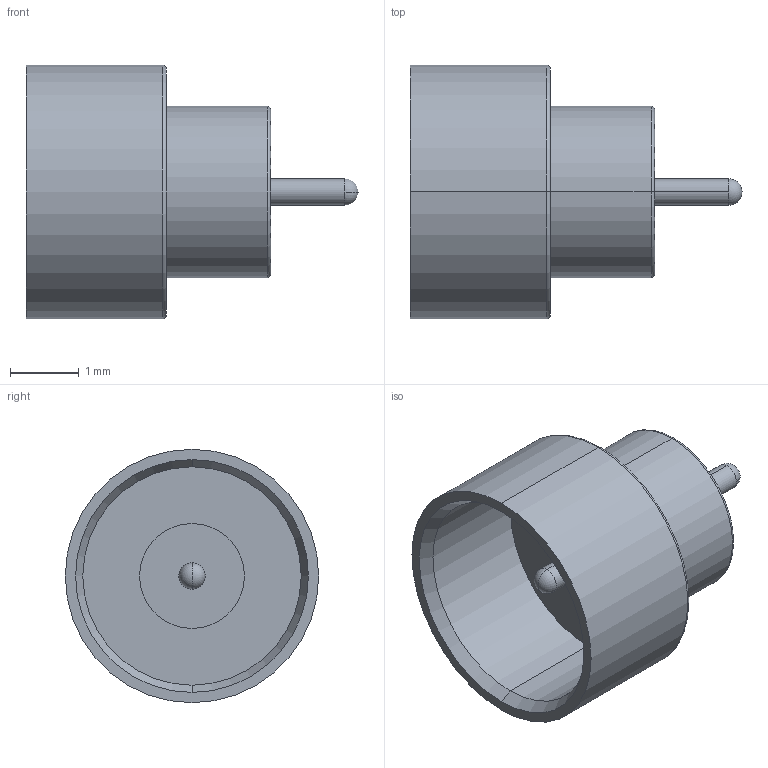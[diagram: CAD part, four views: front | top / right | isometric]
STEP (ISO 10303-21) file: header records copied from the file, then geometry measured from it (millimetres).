
FILE_DESCRIPTION (( 'STEP AP214' ), '1' );
FILE_NAME ('PE44928_3D.STEP', '2021-10-25T20:36:27', ( '' ), ( '' ), 'SwSTEP 2.0', 'SolidWorks 2021', '' );
FILE_SCHEMA (( 'AUTOMOTIVE_DESIGN' ));
Length unit declared in the file: inch
Products named in the file (1): PE44928_3D
Bounding box: 4.83 x 3.68 x 3.68 mm (x, y, z)
Volume: 14.6 mm3; surface area: 77.9 mm2
Topology: 1 solids, 1 shells, 30 faces, 64 edges, 38 vertices
Faces by surface type: cylinder 14, torus 6, plane 6, sphere 2, cone 2
Entity records: 840 total; most frequent: DIRECTION 166, CARTESIAN_POINT 129, ORIENTED_EDGE 120, AXIS2_PLACEMENT_3D 75, EDGE_CURVE 60, CIRCLE 44, VERTEX_POINT 38, EDGE_LOOP 36
